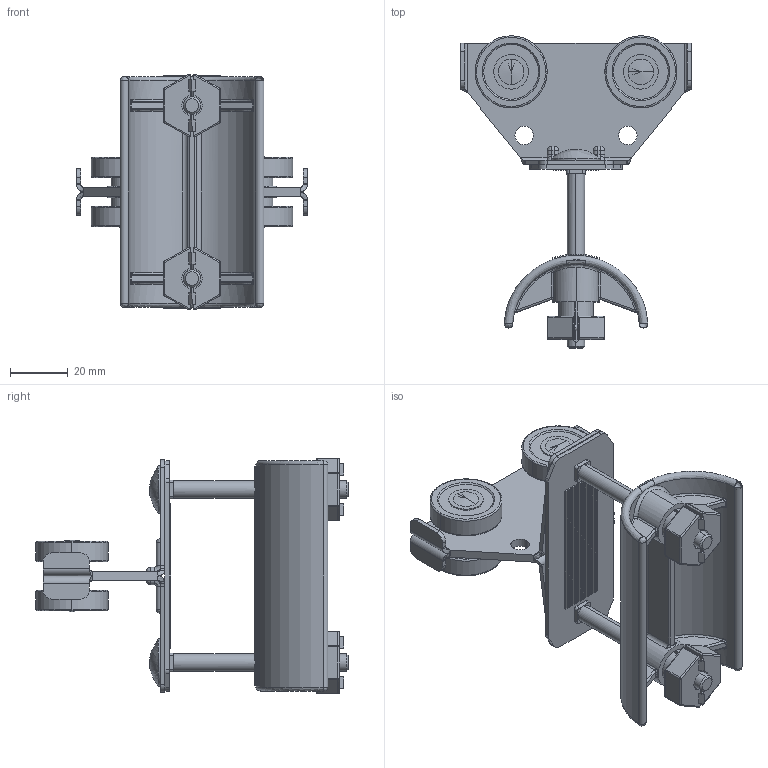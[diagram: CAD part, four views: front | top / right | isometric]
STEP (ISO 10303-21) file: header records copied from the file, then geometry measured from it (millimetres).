
FILE_DESCRIPTION (( 'STEP AP214' ), '1' );
FILE_NAME ('0020514.step', '2022-08-22T12:14:08', ( '' ), ( '' ), 'SwSTEP 2.0', 'SolidWorks 2020', '' );
FILE_SCHEMA (( 'AUTOMOTIVE_DESIGN' ));
Length unit declared in the file: inch
Products named in the file (1): 0020514
Bounding box: 80 x 108.25 x 81.78 mm (x, y, z)
Volume: 64982.6 mm3; surface area: 44307.1 mm2
Topology: 1 solids, 5 shells, 1042 faces, 2539 edges, 1475 vertices
Faces by surface type: plane 514, cylinder 290, bspline 186, cone 52
Entity records: 38649 total; most frequent: CARTESIAN_POINT 15514, ORIENTED_EDGE 4986, DIRECTION 4668, EDGE_CURVE 2493, AXIS2_PLACEMENT_3D 1667, VERTEX_POINT 1475, LINE 1334, VECTOR 1334
